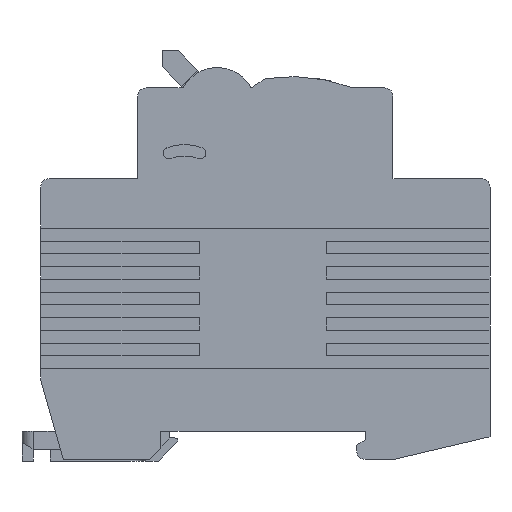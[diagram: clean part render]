
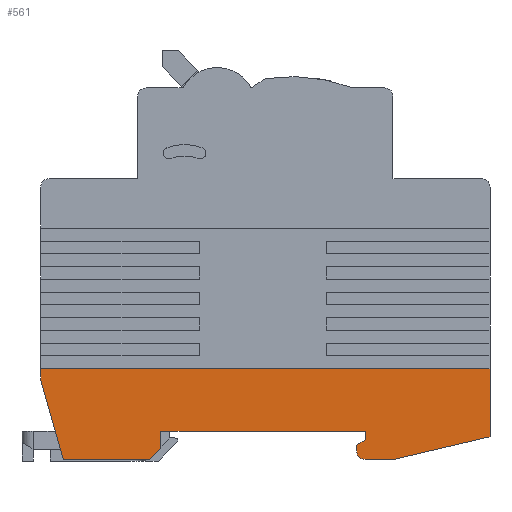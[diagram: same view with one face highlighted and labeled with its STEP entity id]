
A CAD part, left-side view. The second image highlights one B-rep face of the part: STEP entity #561.
In plain terms, the highlighted planar face has unit normal (-1, 0, 0).
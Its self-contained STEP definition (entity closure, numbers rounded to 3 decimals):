
#28 = DIRECTION ( 'NONE',  ( 0., -1., 0. ) ) ;
#94 = ORIENTED_EDGE ( 'NONE', *, *, #24549, .F. ) ;
#149 = CARTESIAN_POINT ( 'NONE',  ( -17.8, 0., 0. ) ) ;
#161 = CARTESIAN_POINT ( 'NONE',  ( -17.8, 39.2, 0. ) ) ;
#277 = VECTOR ( 'NONE', #25503, 1000. ) ;
#548 = EDGE_LOOP ( 'NONE', ( #94, #2943, #6715, #5692, #10683, #13835, #8608, #19984, #31488, #7518, #6163, #1205, #11777, #20890 ) ) ;
#561 = ADVANCED_FACE ( 'NONE', ( #18998 ), #26682, .F. ) ;
#813 = DIRECTION ( 'NONE',  ( 0., 0., -1. ) ) ;
#942 = CARTESIAN_POINT ( 'NONE',  ( -17.8, -16.5, -3.5 ) ) ;
#1205 = ORIENTED_EDGE ( 'NONE', *, *, #31975, .T. ) ;
#1288 = AXIS2_PLACEMENT_3D ( 'NONE', #32681, #16792, #813 ) ;
#1573 = VECTOR ( 'NONE', #6893, 1000. ) ;
#1861 = CARTESIAN_POINT ( 'NONE',  ( -17.8, -40., 11. ) ) ;
#2054 = DIRECTION ( 'NONE',  ( 0., 0., 1. ) ) ;
#2297 = LINE ( 'NONE', #31629, #29844 ) ;
#2909 = CARTESIAN_POINT ( 'NONE',  ( -17.8, -40., -1. ) ) ;
#2943 = ORIENTED_EDGE ( 'NONE', *, *, #15698, .T. ) ;
#4122 = AXIS2_PLACEMENT_3D ( 'NONE', #25263, #25229, #25182 ) ;
#5131 = VECTOR ( 'NONE', #28819, 1000. ) ;
#5613 = LINE ( 'NONE', #20199, #25147 ) ;
#5692 = ORIENTED_EDGE ( 'NONE', *, *, #7050, .F. ) ;
#6163 = ORIENTED_EDGE ( 'NONE', *, *, #27485, .F. ) ;
#6205 = CIRCLE ( 'NONE', #1288, 1.5 ) ;
#6304 = VERTEX_POINT ( 'NONE', #19086 ) ;
#6491 = VERTEX_POINT ( 'NONE', #20249 ) ;
#6589 = VERTEX_POINT ( 'NONE', #23154 ) ;
#6715 = ORIENTED_EDGE ( 'NONE', *, *, #19454, .T. ) ;
#6893 = DIRECTION ( 'NONE',  ( 0., 0.275, 0.962 ) ) ;
#6956 = DIRECTION ( 'NONE',  ( 0., 0., -1. ) ) ;
#7050 = EDGE_CURVE ( 'NONE', #15479, #34175, #8739, .T. ) ;
#7518 = ORIENTED_EDGE ( 'NONE', *, *, #9409, .T. ) ;
#7707 = LINE ( 'NONE', #14458, #14783 ) ;
#7859 = CARTESIAN_POINT ( 'NONE',  ( -17.8, 0., -5. ) ) ;
#8316 = VERTEX_POINT ( 'NONE', #33732 ) ;
#8432 = EDGE_CURVE ( 'NONE', #27113, #26774, #2297, .T. ) ;
#8608 = ORIENTED_EDGE ( 'NONE', *, *, #26149, .F. ) ;
#8739 = LINE ( 'NONE', #25458, #1573 ) ;
#9409 = EDGE_CURVE ( 'NONE', #6304, #8316, #19281, .T. ) ;
#9907 = EDGE_CURVE ( 'NONE', #6491, #6589, #7707, .T. ) ;
#10036 = LINE ( 'NONE', #29668, #17075 ) ;
#10037 = VERTEX_POINT ( 'NONE', #30806 ) ;
#10411 = VECTOR ( 'NONE', #15218, 1000. ) ;
#10683 = ORIENTED_EDGE ( 'NONE', *, *, #26901, .T. ) ;
#11080 = DIRECTION ( 'NONE',  ( 0., 0., -1. ) ) ;
#11259 = LINE ( 'NONE', #33789, #10411 ) ;
#11696 = CARTESIAN_POINT ( 'NONE',  ( -17.8, 35.2, -5. ) ) ;
#11777 = ORIENTED_EDGE ( 'NONE', *, *, #14596, .T. ) ;
#12860 = VERTEX_POINT ( 'NONE', #1861 ) ;
#12914 = CARTESIAN_POINT ( 'NONE',  ( -17.8, -6.231, -9.346 ) ) ;
#13173 = DIRECTION ( 'NONE',  ( 0., 0., -1. ) ) ;
#13835 = ORIENTED_EDGE ( 'NONE', *, *, #9907, .F. ) ;
#13914 = VERTEX_POINT ( 'NONE', #17993 ) ;
#14012 = LINE ( 'NONE', #149, #21061 ) ;
#14102 = VECTOR ( 'NONE', #18772, 1000. ) ;
#14458 = CARTESIAN_POINT ( 'NONE',  ( -17.8, 7.5, 7.5 ) ) ;
#14596 = EDGE_CURVE ( 'NONE', #30654, #26774, #25427, .T. ) ;
#14783 = VECTOR ( 'NONE', #33104, 1000. ) ;
#15218 = DIRECTION ( 'NONE',  ( 0., 1., 0. ) ) ;
#15282 = LINE ( 'NONE', #28211, #277 ) ;
#15479 = VERTEX_POINT ( 'NONE', #11696 ) ;
#15698 = EDGE_CURVE ( 'NONE', #12860, #19663, #11259, .T. ) ;
#16094 = DIRECTION ( 'NONE',  ( 0., -1., 0. ) ) ;
#16396 = EDGE_CURVE ( 'NONE', #10037, #13914, #14012, .T. ) ;
#16792 = DIRECTION ( 'NONE',  ( -1., 0., 0. ) ) ;
#17075 = VECTOR ( 'NONE', #11080, 1000. ) ;
#17993 = CARTESIAN_POINT ( 'NONE',  ( -17.8, -18., 0. ) ) ;
#18772 = DIRECTION ( 'NONE',  ( 0., 0., -1. ) ) ;
#18998 = FACE_OUTER_BOUND ( 'NONE', #548, .T. ) ;
#19086 = CARTESIAN_POINT ( 'NONE',  ( -17.8, -18., -1.5 ) ) ;
#19281 = LINE ( 'NONE', #12914, #5131 ) ;
#19454 = EDGE_CURVE ( 'NONE', #19663, #34175, #21150, .T. ) ;
#19663 = VERTEX_POINT ( 'NONE', #19721 ) ;
#19721 = CARTESIAN_POINT ( 'NONE',  ( -17.8, 39.2, 11. ) ) ;
#19984 = ORIENTED_EDGE ( 'NONE', *, *, #16396, .T. ) ;
#20199 = CARTESIAN_POINT ( 'NONE',  ( -17.8, -18., 0. ) ) ;
#20249 = CARTESIAN_POINT ( 'NONE',  ( -17.8, 18., -3. ) ) ;
#20890 = ORIENTED_EDGE ( 'NONE', *, *, #8432, .F. ) ;
#21061 = VECTOR ( 'NONE', #16094, 1000. ) ;
#21150 = LINE ( 'NONE', #161, #14102 ) ;
#21168 = CARTESIAN_POINT ( 'NONE',  ( -17.8, -40., 0. ) ) ;
#23154 = CARTESIAN_POINT ( 'NONE',  ( -17.8, 20., -5. ) ) ;
#23392 = CARTESIAN_POINT ( 'NONE',  ( -17.8, -16.5, 0. ) ) ;
#23806 = VECTOR ( 'NONE', #13173, 1000. ) ;
#23913 = LINE ( 'NONE', #23392, #30160 ) ;
#24549 = EDGE_CURVE ( 'NONE', #12860, #27113, #26264, .T. ) ;
#24960 = CARTESIAN_POINT ( 'NONE',  ( -17.8, -23., -5. ) ) ;
#25147 = VECTOR ( 'NONE', #6956, 1000. ) ;
#25182 = DIRECTION ( 'NONE',  ( 0., 0., -1. ) ) ;
#25229 = DIRECTION ( 'NONE',  ( 1., 0., 0. ) ) ;
#25263 = CARTESIAN_POINT ( 'NONE',  ( -17.8, 0., 0. ) ) ;
#25427 = LINE ( 'NONE', #7859, #31658 ) ;
#25458 = CARTESIAN_POINT ( 'NONE',  ( -17.8, 33.864, -9.675 ) ) ;
#25503 = DIRECTION ( 'NONE',  ( 0., -1., 0. ) ) ;
#26149 = EDGE_CURVE ( 'NONE', #10037, #6491, #10036, .T. ) ;
#26264 = LINE ( 'NONE', #21168, #23806 ) ;
#26296 = DIRECTION ( 'NONE',  ( 0., 0.973, -0.229 ) ) ;
#26682 = PLANE ( 'NONE',  #4122 ) ;
#26774 = VERTEX_POINT ( 'NONE', #24960 ) ;
#26901 = EDGE_CURVE ( 'NONE', #15479, #6589, #15282, .T. ) ;
#27113 = VERTEX_POINT ( 'NONE', #2909 ) ;
#27276 = CARTESIAN_POINT ( 'NONE',  ( -17.8, -18., -5. ) ) ;
#27485 = EDGE_CURVE ( 'NONE', #33650, #8316, #23913, .T. ) ;
#28211 = CARTESIAN_POINT ( 'NONE',  ( -17.8, 0., -5. ) ) ;
#28819 = DIRECTION ( 'NONE',  ( 0., 0.832, -0.555 ) ) ;
#29668 = CARTESIAN_POINT ( 'NONE',  ( -17.8, 18., 0. ) ) ;
#29844 = VECTOR ( 'NONE', #26296, 1000. ) ;
#30160 = VECTOR ( 'NONE', #2054, 1000. ) ;
#30654 = VERTEX_POINT ( 'NONE', #27276 ) ;
#30806 = CARTESIAN_POINT ( 'NONE',  ( -17.8, 18., 0. ) ) ;
#31488 = ORIENTED_EDGE ( 'NONE', *, *, #33116, .T. ) ;
#31629 = CARTESIAN_POINT ( 'NONE',  ( -17.8, -2.321, -9.866 ) ) ;
#31658 = VECTOR ( 'NONE', #28, 1000. ) ;
#31975 = EDGE_CURVE ( 'NONE', #33650, #30654, #6205, .T. ) ;
#32681 = CARTESIAN_POINT ( 'NONE',  ( -17.8, -18., -3.5 ) ) ;
#32855 = CARTESIAN_POINT ( 'NONE',  ( -17.8, 39.2, 9. ) ) ;
#33104 = DIRECTION ( 'NONE',  ( 0., 0.707, -0.707 ) ) ;
#33116 = EDGE_CURVE ( 'NONE', #13914, #6304, #5613, .T. ) ;
#33650 = VERTEX_POINT ( 'NONE', #942 ) ;
#33732 = CARTESIAN_POINT ( 'NONE',  ( -17.8, -16.5, -2.5 ) ) ;
#33789 = CARTESIAN_POINT ( 'NONE',  ( -17.8, 0., 11. ) ) ;
#34175 = VERTEX_POINT ( 'NONE', #32855 ) ;
